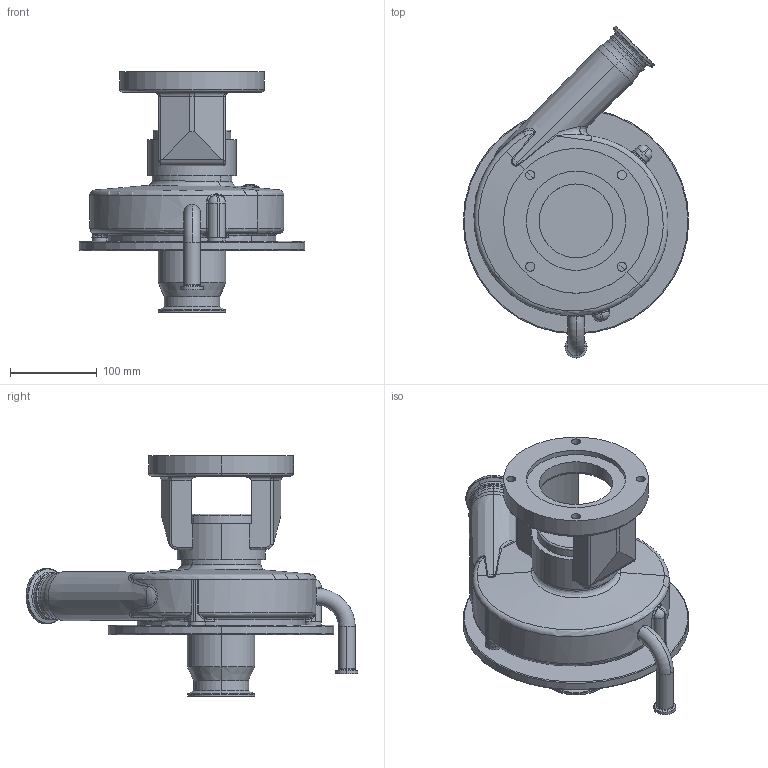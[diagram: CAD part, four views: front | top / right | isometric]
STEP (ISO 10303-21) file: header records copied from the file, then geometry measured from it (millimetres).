
FILE_DESCRIPTION (( 'STEP AP214' ), '1' );
FILE_NAME ('FPR 3531-3532 56-140TC 45L 3-4 IN ELBOW FRONT DRAIN.STEP', '2022-12-20T20:58:57', ( '' ), ( '' ), 'SwSTEP 2.0', 'SolidWorks 2021', '' );
FILE_SCHEMA (( 'AUTOMOTIVE_DESIGN' ));
Length unit declared in the file: millimetre
Products named in the file (1): FPR 3531-3532 56-140TC 45L 3-4 IN ELBOW FRONT DRAIN
Bounding box: 260 x 382.53 x 277.5 mm (x, y, z)
Volume: 3655426.4 mm3; surface area: 405183 mm2
Topology: 1 solids, 2 shells, 375 faces, 890 edges, 522 vertices
Faces by surface type: cylinder 129, torus 84, plane 62, bspline 55, cone 33, sphere 12
Entity records: 15851 total; most frequent: CARTESIAN_POINT 7474, DIRECTION 1788, ORIENTED_EDGE 1764, EDGE_CURVE 882, AXIS2_PLACEMENT_3D 774, VERTEX_POINT 521, CIRCLE 453, EDGE_LOOP 405
